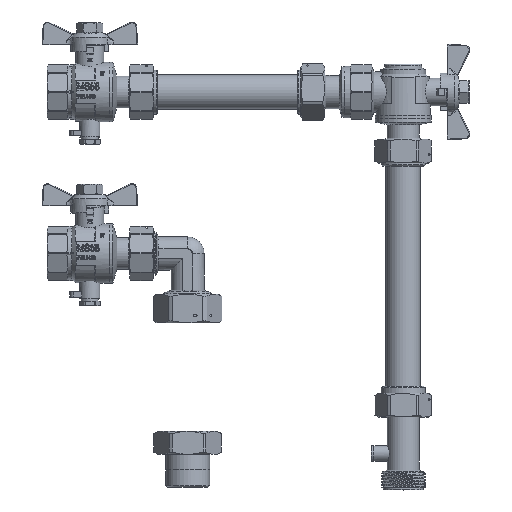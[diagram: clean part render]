
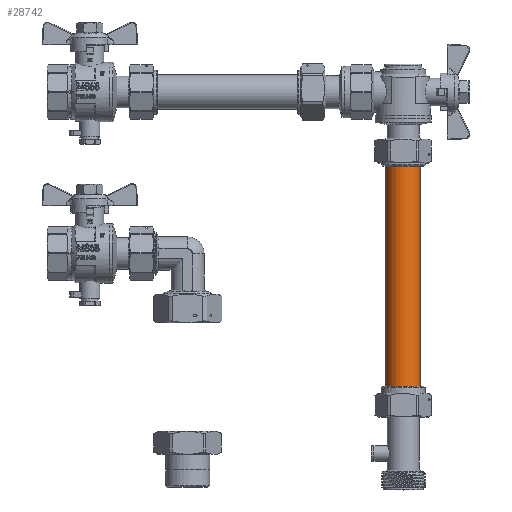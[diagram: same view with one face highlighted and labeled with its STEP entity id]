
A CAD part, top view. The second image highlights one B-rep face of the part: STEP entity #28742.
In plain terms, the highlighted cylindrical face has radius 13 mm (diameter 26 mm), a full revolution.
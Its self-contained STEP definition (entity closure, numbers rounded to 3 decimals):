
#4298=CIRCLE('',#34531,13.);
#4299=CIRCLE('',#34532,13.);
#12550=ORIENTED_EDGE('',*,*,#16694,.F.);
#12551=ORIENTED_EDGE('',*,*,#16695,.T.);
#16694=EDGE_CURVE('',#19541,#19541,#4298,.F.);
#16695=EDGE_CURVE('',#19542,#19542,#4299,.T.);
#19541=VERTEX_POINT('',#64256);
#19542=VERTEX_POINT('',#64258);
#24684=EDGE_LOOP('',(#12550));
#24685=EDGE_LOOP('',(#12551));
#26763=FACE_BOUND('',#24684,.T.);
#26764=FACE_BOUND('',#24685,.T.);
#27071=CYLINDRICAL_SURFACE('',#34530,13.);
#28742=ADVANCED_FACE('',(#26763,#26764),#27071,.T.);
#34530=AXIS2_PLACEMENT_3D('',#64254,#43900,#43901);
#34531=AXIS2_PLACEMENT_3D('',#64255,#43902,#43903);
#34532=AXIS2_PLACEMENT_3D('',#64257,#43904,#43905);
#43900=DIRECTION('',(0.,1.,0.));
#43901=DIRECTION('',(0.,0.,1.));
#43902=DIRECTION('',(0.,1.,0.));
#43903=DIRECTION('',(0.,0.,1.));
#43904=DIRECTION('',(0.,-1.,0.));
#43905=DIRECTION('',(0.,0.,-1.));
#64254=CARTESIAN_POINT('',(0.,-95.,0.));
#64255=CARTESIAN_POINT('',(0.,-83.,0.));
#64256=CARTESIAN_POINT('',(0.,-83.,13.));
#64257=CARTESIAN_POINT('',(0.,83.,0.));
#64258=CARTESIAN_POINT('',(0.,83.,-13.));
